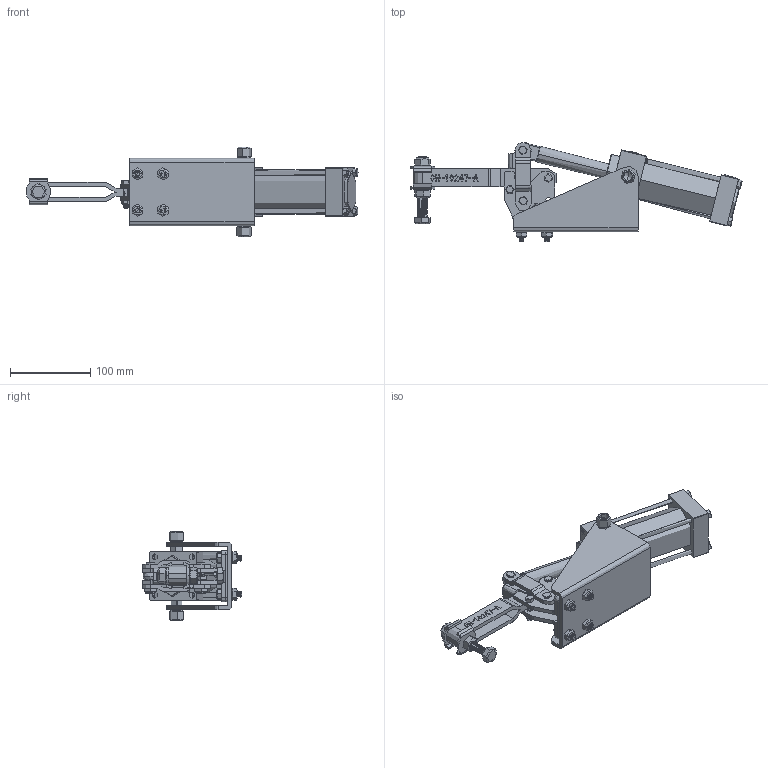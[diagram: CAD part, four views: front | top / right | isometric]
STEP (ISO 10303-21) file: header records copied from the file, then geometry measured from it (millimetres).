
FILE_DESCRIPTION (( 'STEP AP203' ), '1' );
FILE_NAME ('CH-10247-A.STEP', '2024-04-22T11:09:41', ( 'User' ), ( 'china' ), 'SwSTEP 2.0', 'SolidWorks 2018', '' );
FILE_SCHEMA (( 'CONFIG_CONTROL_DESIGN' ));
Length unit declared in the file: millimetre
Products named in the file (68): 20Rivet; M6-30; 3~8Nut; CH-12147-01; CH-10247-A; CH-10247-A-04; CH-SA-12300; M6; CH-10247-A-03; CH-10247-02; CH-10247-09; 12300Nut; CH-FW-120; 10247-05; M12; C-10247-A-05; M8-1; Air cylinder-3; Air cylinder-1; M8; Air cylinder-2; CH-10247-A-01; CH-10247-07; CH-10247-08; 錨璃2
Assembly tree (66 placements, depth 2):
  20Rivet
  CH-12147-01
  CH-10247-A
    M8-1
    M8
    M8-1
    M8
    3~8Nut
    Air cylinder-3
    Air cylinder-3
    12300Nut
    3~8Nut
    12300Nut
    CH-10247-09
    M12
    M8-1
    M12
    M6-30
    M8
    CH-10247-09
    M8-1
    Air cylinder-3
    Air cylinder-2
    Air cylinder-3
    M8
    CH-SA-12300
    M6
  CH-10247-A-03
  CH-10247-02
Bounding box: 413.17 x 123.45 x 112 mm (x, y, z)
Volume: 769557.1 mm3; surface area: 245065.4 mm2
Topology: 44 solids, 44 shells, 2261 faces, 6179 edges, 4094 vertices
Faces by surface type: cylinder 1227, plane 579, bspline 233, cone 186, torus 34, sphere 2
Entity records: 98382 total; most frequent: CARTESIAN_POINT 55412, ORIENTED_EDGE 8720, DIRECTION 6083, EDGE_CURVE 4360, VERTEX_POINT 2875, AXIS2_PLACEMENT_3D 2055, VECTOR 1973, LINE 1973
